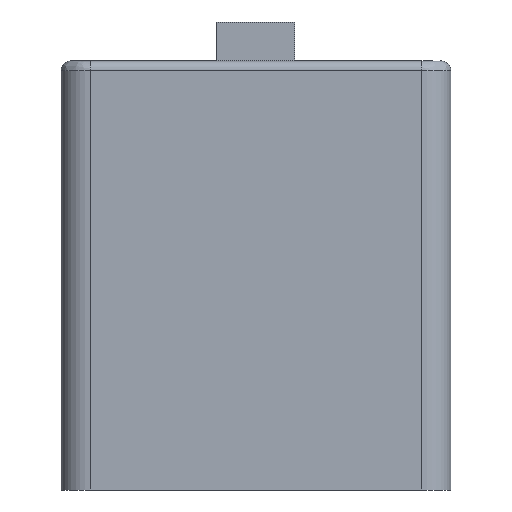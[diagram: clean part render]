
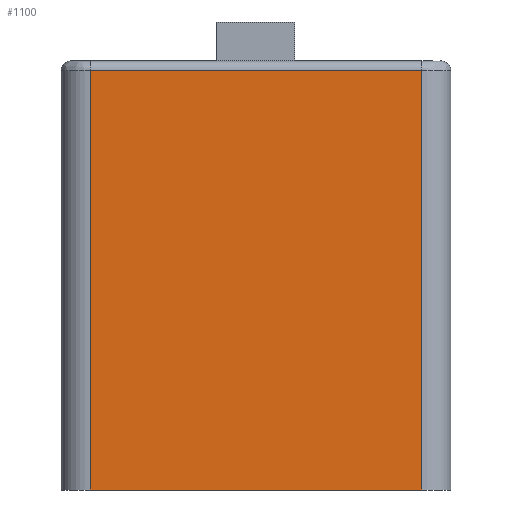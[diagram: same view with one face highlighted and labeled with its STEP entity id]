
A CAD part, left-side view. The second image highlights one B-rep face of the part: STEP entity #1100.
In plain terms, the highlighted planar face has unit normal (-1, 0, 0).
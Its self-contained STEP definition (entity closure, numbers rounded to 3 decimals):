
#10 = VERTEX_POINT ( 'NONE', #1485 ) ;
#163 = EDGE_CURVE ( 'NONE', #1372, #620, #1440, .T. ) ;
#261 = DIRECTION ( 'NONE',  ( 0., -1., 0. ) ) ;
#273 = ORIENTED_EDGE ( 'NONE', *, *, #1256, .F. ) ;
#276 = CARTESIAN_POINT ( 'NONE',  ( -24., -17., 22. ) ) ;
#284 = DIRECTION ( 'NONE',  ( 0., -1., 0. ) ) ;
#429 = ORIENTED_EDGE ( 'NONE', *, *, #872, .F. ) ;
#556 = LINE ( 'NONE', #1378, #1305 ) ;
#583 = ORIENTED_EDGE ( 'NONE', *, *, #163, .F. ) ;
#620 = VERTEX_POINT ( 'NONE', #812 ) ;
#643 = ORIENTED_EDGE ( 'NONE', *, *, #1391, .T. ) ;
#686 = DIRECTION ( 'NONE',  ( 1., 0., 0. ) ) ;
#696 = DIRECTION ( 'NONE',  ( 0., 0., -1. ) ) ;
#730 = VERTEX_POINT ( 'NONE', #1279 ) ;
#791 = CARTESIAN_POINT ( 'NONE',  ( -24., 0., 22. ) ) ;
#812 = CARTESIAN_POINT ( 'NONE',  ( -24., -17., 0. ) ) ;
#872 = EDGE_CURVE ( 'NONE', #730, #1372, #958, .T. ) ;
#921 = VECTOR ( 'NONE', #284, 1000. ) ;
#924 = VECTOR ( 'NONE', #954, 1000. ) ;
#954 = DIRECTION ( 'NONE',  ( 0., 0., -1. ) ) ;
#958 = LINE ( 'NONE', #1464, #921 ) ;
#978 = AXIS2_PLACEMENT_3D ( 'NONE', #791, #686, #696 ) ;
#993 = VECTOR ( 'NONE', #261, 1000. ) ;
#995 = FACE_OUTER_BOUND ( 'NONE', #1492, .T. ) ;
#1056 = CARTESIAN_POINT ( 'NONE',  ( -24., 0., 0. ) ) ;
#1100 = ADVANCED_FACE ( 'NONE', ( #995 ), #1478, .F. ) ;
#1125 = LINE ( 'NONE', #1056, #993 ) ;
#1154 = DIRECTION ( 'NONE',  ( 0., 0., 1. ) ) ;
#1173 = CARTESIAN_POINT ( 'NONE',  ( -24., -17., 43. ) ) ;
#1256 = EDGE_CURVE ( 'NONE', #10, #730, #556, .T. ) ;
#1279 = CARTESIAN_POINT ( 'NONE',  ( -24., 17., 43. ) ) ;
#1305 = VECTOR ( 'NONE', #1154, 1000. ) ;
#1372 = VERTEX_POINT ( 'NONE', #1173 ) ;
#1378 = CARTESIAN_POINT ( 'NONE',  ( -24., 17., 22. ) ) ;
#1391 = EDGE_CURVE ( 'NONE', #10, #620, #1125, .T. ) ;
#1440 = LINE ( 'NONE', #276, #924 ) ;
#1464 = CARTESIAN_POINT ( 'NONE',  ( -24., 0., 43. ) ) ;
#1478 = PLANE ( 'NONE',  #978 ) ;
#1485 = CARTESIAN_POINT ( 'NONE',  ( -24., 17., 0. ) ) ;
#1492 = EDGE_LOOP ( 'NONE', ( #273, #643, #583, #429 ) ) ;
